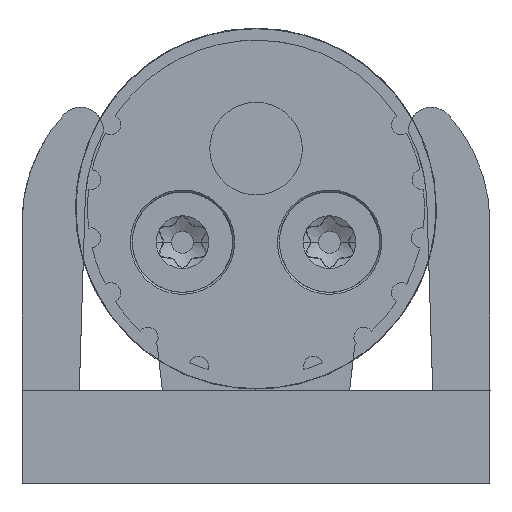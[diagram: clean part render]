
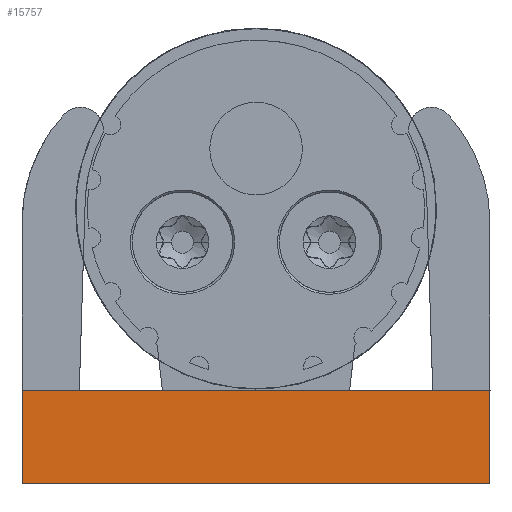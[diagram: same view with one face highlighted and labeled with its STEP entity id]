
A CAD part, front view. The second image highlights one B-rep face of the part: STEP entity #15757.
In plain terms, the highlighted planar face has unit normal (0, -1, 0).
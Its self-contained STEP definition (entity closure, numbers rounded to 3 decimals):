
#15749=AXIS2_PLACEMENT_3D('Plane Axis2P3D',#15746,#15747,#15748) ;
#14113=CARTESIAN_POINT('Vertex',(0.,0.,0.)) ;
#14129=CARTESIAN_POINT('Vertex',(35.,0.,0.)) ;
#14132=CARTESIAN_POINT('Line Origine',(17.5,0.,0.)) ;
#14449=CARTESIAN_POINT('Vertex',(0.,0.,7.)) ;
#14476=CARTESIAN_POINT('Line Origine',(0.,0.,3.5)) ;
#14678=CARTESIAN_POINT('Vertex',(35.,0.,7.)) ;
#14681=CARTESIAN_POINT('Line Origine',(35.,0.,3.5)) ;
#15483=CARTESIAN_POINT('Line Origine',(17.5,0.,7.)) ;
#15746=CARTESIAN_POINT('Axis2P3D Location',(-0.02,0.,-0.02)) ;
#14133=DIRECTION('Vector Direction',(-1.,0.,0.)) ;
#14477=DIRECTION('Vector Direction',(0.,0.,1.)) ;
#14682=DIRECTION('Vector Direction',(0.,0.,1.)) ;
#15484=DIRECTION('Vector Direction',(1.,0.,0.)) ;
#15747=DIRECTION('Axis2P3D Direction',(0.,-1.,0.)) ;
#15748=DIRECTION('Axis2P3D XDirection',(1.,0.,0.)) ;
#14134=VECTOR('Line Direction',#14133,1.) ;
#14478=VECTOR('Line Direction',#14477,1.) ;
#14683=VECTOR('Line Direction',#14682,1.) ;
#15485=VECTOR('Line Direction',#15484,1.) ;
#15752=ORIENTED_EDGE('',*,*,#14685,.T.) ;
#15753=ORIENTED_EDGE('',*,*,#15487,.F.) ;
#15754=ORIENTED_EDGE('',*,*,#14480,.F.) ;
#15755=ORIENTED_EDGE('',*,*,#14136,.F.) ;
#15757=ADVANCED_FACE('Hauptkoerper',(#15756),#15750,.T.) ;
#14136=EDGE_CURVE('',#14130,#14114,#14135,.T.) ;
#14480=EDGE_CURVE('',#14114,#14450,#14479,.T.) ;
#14685=EDGE_CURVE('',#14130,#14679,#14684,.T.) ;
#15487=EDGE_CURVE('',#14450,#14679,#15486,.T.) ;
#15751=EDGE_LOOP('',(#15752,#15753,#15754,#15755)) ;
#15756=FACE_OUTER_BOUND('',#15751,.T.) ;
#14135=LINE('Line',#14132,#14134) ;
#14479=LINE('Line',#14476,#14478) ;
#14684=LINE('Line',#14681,#14683) ;
#15486=LINE('Line',#15483,#15485) ;
#15750=PLANE('',#15749) ;
#14114=VERTEX_POINT('',#14113) ;
#14130=VERTEX_POINT('',#14129) ;
#14450=VERTEX_POINT('',#14449) ;
#14679=VERTEX_POINT('',#14678) ;
